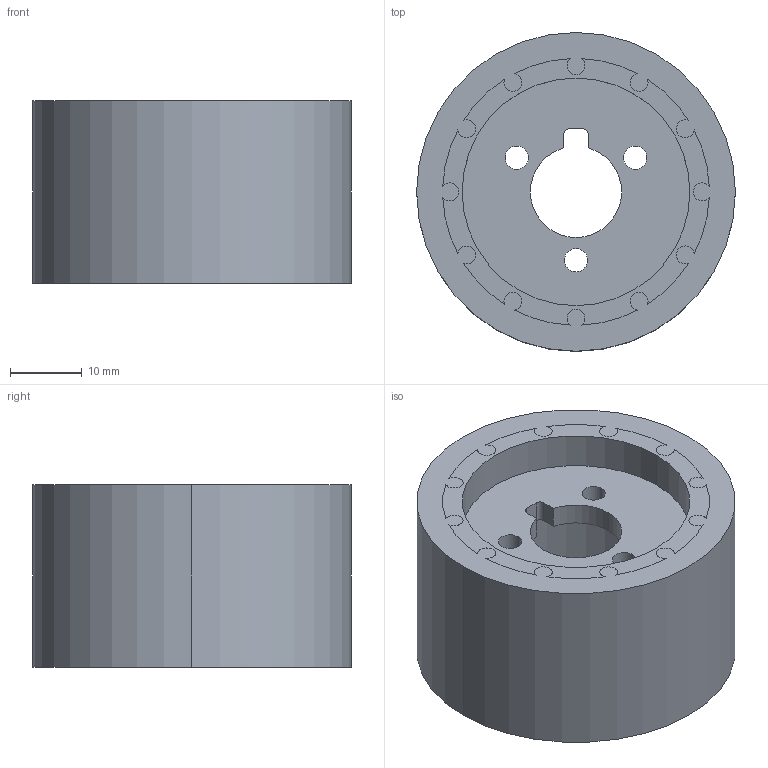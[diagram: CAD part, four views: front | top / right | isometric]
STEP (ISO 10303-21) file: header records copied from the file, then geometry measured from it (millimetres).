
FILE_DESCRIPTION (( 'STEP AP214' ), '1' );
FILE_NAME ('ft-sumo-wheel-1.75in.STEP', '2025-05-13T21:10:27', ( '' ), ( '' ), 'SwSTEP 2.0', 'SolidWorks 2015', '' );
FILE_SCHEMA (( 'AUTOMOTIVE_DESIGN' ));
Length unit declared in the file: inch
Products named in the file (1): ft-sumo-wheel-1.75in
Bounding box: 44.45 x 44.45 x 25.4 mm (x, y, z)
Volume: 21226.8 mm3; surface area: 8788.9 mm2
Topology: 1 solids, 1 shells, 104 faces, 294 edges, 196 vertices
Faces by surface type: cylinder 95, plane 9
Entity records: 3934 total; most frequent: DIRECTION 694, CARTESIAN_POINT 595, ORIENTED_EDGE 588, AXIS2_PLACEMENT_3D 295, EDGE_CURVE 294, VERTEX_POINT 196, CIRCLE 190, EDGE_LOOP 116
